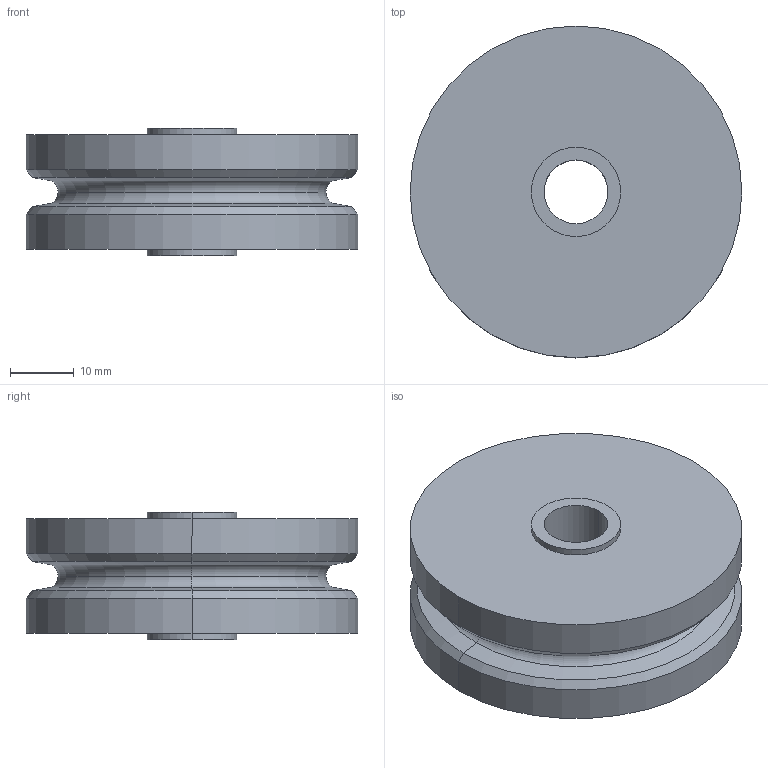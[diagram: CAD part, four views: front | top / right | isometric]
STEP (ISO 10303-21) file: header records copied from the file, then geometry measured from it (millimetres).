
FILE_DESCRIPTION (( 'STEP AP214' ), '1' );
FILE_NAME ('Seilrolle 52-4 mit Gleitlager.STEP', '2021-03-03T07:16:59', ( '' ), ( '' ), 'SwSTEP 2.0', 'SolidWorks 2018', '' );
FILE_SCHEMA (( 'AUTOMOTIVE_DESIGN' ));
Length unit declared in the file: millimetre
Products named in the file (1): Seilrolle 52-4 mit Gleitlager
Bounding box: 52 x 52 x 20 mm (x, y, z)
Volume: 33904.4 mm3; surface area: 8571 mm2
Topology: 1 solids, 1 shells, 26 faces, 52 edges, 30 vertices
Faces by surface type: cylinder 10, cone 8, torus 4, plane 4
Entity records: 716 total; most frequent: DIRECTION 140, CARTESIAN_POINT 109, ORIENTED_EDGE 104, AXIS2_PLACEMENT_3D 61, EDGE_CURVE 52, CIRCLE 34, VERTEX_POINT 30, EDGE_LOOP 30
